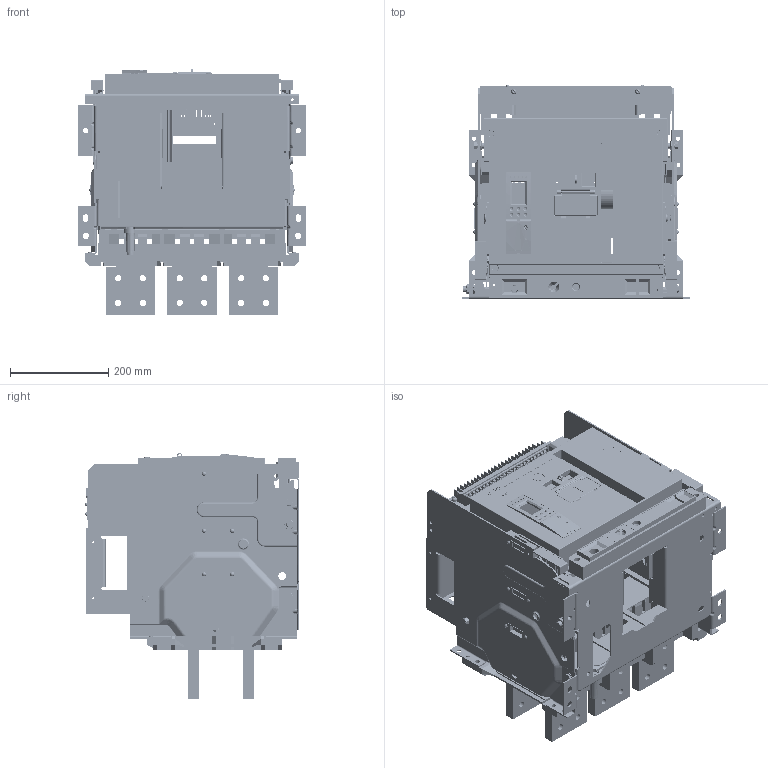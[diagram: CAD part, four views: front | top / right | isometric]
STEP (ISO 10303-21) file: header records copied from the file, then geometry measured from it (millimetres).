
FILE_DESCRIPTION((''),'2;1');
FILE_NAME('NA1-3200-2500A-3P-CHOUTISHI','2020-05-08T13:05:42',('fansz'),(''),'CREO PARAMETRIC BY PTC INC, 2018020','CREO PARAMETRIC BY PTC INC, 2018020','');
FILE_SCHEMA(('CONFIG_CONTROL_DESIGN'));
Products named in the file (1): NA1-3200-2500A-3P-CHOUTISHI
Bounding box: 465 x 435.03 x 500.5 mm (x, y, z)
Surface area: 3568319.1 mm2 (no closed solid volume)
Topology: 0 solids, 11 shells, 12165 faces, 36287 edges, 23738 vertices
Faces by surface type: plane 8702, cylinder 2060, extrusion 789, cone 303, torus 156, bspline 91, sphere 64
Entity records: 418293 total; most frequent: CARTESIAN_POINT 90130, ORIENTED_EDGE 72269, DIRECTION 62421, EDGE_CURVE 36231, VECTOR 28959, LINE 28170, VERTEX_POINT 23738, AXIS2_PLACEMENT_3D 16731
